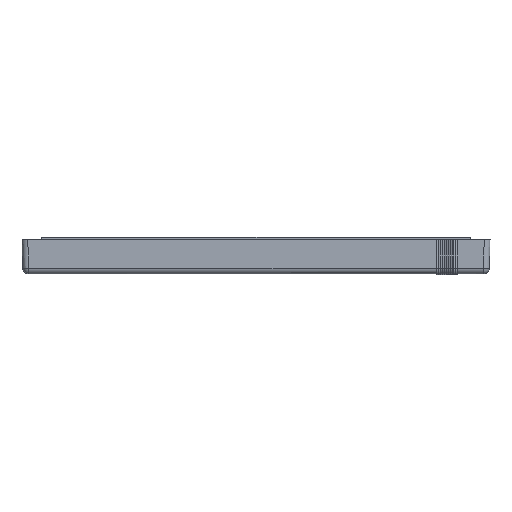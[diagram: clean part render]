
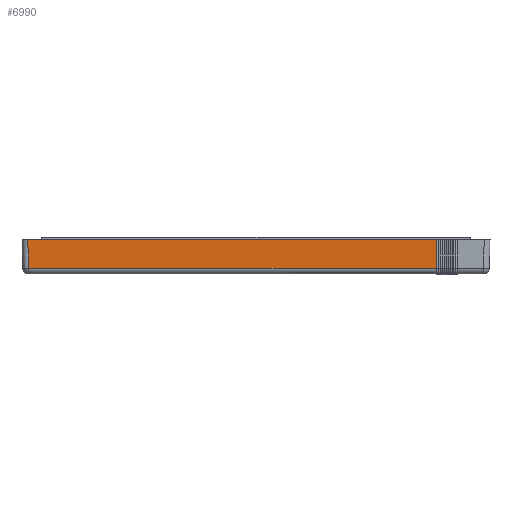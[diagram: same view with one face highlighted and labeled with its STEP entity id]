
A CAD part, front view. The second image highlights one B-rep face of the part: STEP entity #6990.
In plain terms, the highlighted planar face has unit normal (0, -1, -0.022).
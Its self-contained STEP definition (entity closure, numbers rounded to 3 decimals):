
#2954=CARTESIAN_POINT('',(204.492,-18.36,3.424));
#2955=VERTEX_POINT('',#2954);
#2987=CARTESIAN_POINT('',(204.492,-18.733,20.5));
#2988=VERTEX_POINT('',#2987);
#3038=CARTESIAN_POINT('',(204.492,-18.36,3.424));
#3039=DIRECTION('',(0.,-0.022,1.));
#3040=VECTOR('',#3039,17.08);
#3041=LINE('',#3038,#3040);
#3042=EDGE_CURVE('',#2955,#2988,#3041,.T.);
#6787=CARTESIAN_POINT('',(-40.341,-18.36,3.424));
#6788=VERTEX_POINT('',#6787);
#6789=CARTESIAN_POINT('',(204.492,-18.36,3.424));
#6790=DIRECTION('',(-1.0,0.0,0.0));
#6791=VECTOR('',#6790,244.832);
#6792=LINE('',#6789,#6791);
#6793=EDGE_CURVE('',#2955,#6788,#6792,.T.);
#6967=CARTESIAN_POINT('',(236.235,-18.285,0.0));
#6968=DIRECTION('',(0.,-1.,-0.022));
#6969=DIRECTION('',(1.0,0.0,0.0));
#6970=AXIS2_PLACEMENT_3D('',#6967,#6968,#6969);
#6971=PLANE('',#6970);
#6972=ORIENTED_EDGE('',*,*,#3042,.T.);
#6973=CARTESIAN_POINT('',(-40.713,-18.733,20.5));
#6974=VERTEX_POINT('',#6973);
#6975=CARTESIAN_POINT('',(204.492,-18.733,20.5));
#6976=DIRECTION('',(-1.0,0.0,0.0));
#6977=VECTOR('',#6976,245.205);
#6978=LINE('',#6975,#6977);
#6979=EDGE_CURVE('',#2988,#6974,#6978,.T.);
#6980=ORIENTED_EDGE('',*,*,#6979,.T.);
#6981=CARTESIAN_POINT('',(-40.341,-18.36,3.424));
#6982=DIRECTION('',(-0.022,-0.022,1.));
#6983=VECTOR('',#6982,17.084);
#6984=LINE('',#6981,#6983);
#6985=EDGE_CURVE('',#6788,#6974,#6984,.T.);
#6986=ORIENTED_EDGE('',*,*,#6985,.F.);
#6987=ORIENTED_EDGE('',*,*,#6793,.F.);
#6988=EDGE_LOOP('',(#6972,#6980,#6986,#6987));
#6989=FACE_OUTER_BOUND('',#6988,.T.);
#6990=ADVANCED_FACE('',(#6989),#6971,.T.);
